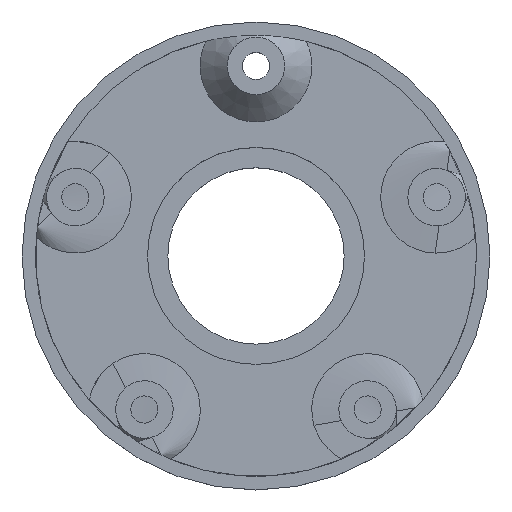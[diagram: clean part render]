
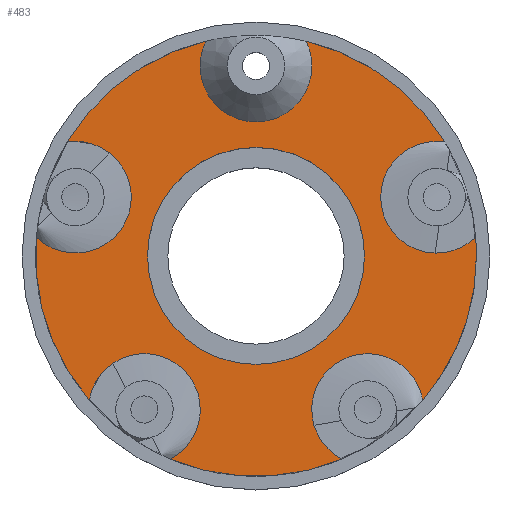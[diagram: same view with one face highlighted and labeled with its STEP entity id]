
A CAD part, top view. The second image highlights one B-rep face of the part: STEP entity #483.
In plain terms, the highlighted planar face has unit normal (0, 0, 1).
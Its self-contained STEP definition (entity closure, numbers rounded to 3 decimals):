
#22=FACE_BOUND('',#114,.T.);
#36=PLANE('',#568);
#78=FACE_OUTER_BOUND('',#113,.T.);
#113=EDGE_LOOP('',(#428,#429,#430,#431,#432,#433,#434,#435,#436,#437,#438,
#439,#440,#441,#442,#443));
#114=EDGE_LOOP('',(#444));
#160=CIRCLE('',#500,8.24);
#162=CIRCLE('',#502,8.24);
#166=CIRCLE('',#510,8.24);
#168=CIRCLE('',#512,8.24);
#172=CIRCLE('',#520,8.24);
#174=CIRCLE('',#522,8.24);
#178=CIRCLE('',#530,8.24);
#180=CIRCLE('',#532,8.24);
#184=CIRCLE('',#540,8.24);
#186=CIRCLE('',#542,8.24);
#190=CIRCLE('',#550,32.5);
#191=CIRCLE('',#551,32.5);
#192=CIRCLE('',#552,32.5);
#194=CIRCLE('',#554,32.5);
#195=CIRCLE('',#555,32.5);
#196=CIRCLE('',#556,32.5);
#198=CIRCLE('',#560,16.);
#208=VERTEX_POINT('',#735);
#209=VERTEX_POINT('',#736);
#210=VERTEX_POINT('',#753);
#215=VERTEX_POINT('',#771);
#216=VERTEX_POINT('',#772);
#217=VERTEX_POINT('',#789);
#222=VERTEX_POINT('',#807);
#223=VERTEX_POINT('',#808);
#224=VERTEX_POINT('',#825);
#229=VERTEX_POINT('',#843);
#230=VERTEX_POINT('',#844);
#231=VERTEX_POINT('',#861);
#236=VERTEX_POINT('',#879);
#237=VERTEX_POINT('',#880);
#238=VERTEX_POINT('',#897);
#243=VERTEX_POINT('',#917);
#246=VERTEX_POINT('',#929);
#252=EDGE_CURVE('',#208,#210,#160,.T.);
#255=EDGE_CURVE('',#210,#209,#162,.T.);
#262=EDGE_CURVE('',#215,#217,#166,.T.);
#265=EDGE_CURVE('',#217,#216,#168,.T.);
#272=EDGE_CURVE('',#222,#224,#172,.T.);
#275=EDGE_CURVE('',#224,#223,#174,.T.);
#282=EDGE_CURVE('',#229,#231,#178,.T.);
#285=EDGE_CURVE('',#231,#230,#180,.T.);
#292=EDGE_CURVE('',#236,#238,#184,.T.);
#295=EDGE_CURVE('',#238,#237,#186,.T.);
#301=EDGE_CURVE('',#236,#209,#190,.T.);
#302=EDGE_CURVE('',#229,#237,#191,.T.);
#303=EDGE_CURVE('',#243,#230,#192,.T.);
#306=EDGE_CURVE('',#222,#243,#194,.T.);
#307=EDGE_CURVE('',#215,#223,#195,.T.);
#308=EDGE_CURVE('',#208,#216,#196,.T.);
#310=EDGE_CURVE('',#246,#246,#198,.T.);
#428=ORIENTED_EDGE('',*,*,#252,.F.);
#429=ORIENTED_EDGE('',*,*,#308,.T.);
#430=ORIENTED_EDGE('',*,*,#265,.F.);
#431=ORIENTED_EDGE('',*,*,#262,.F.);
#432=ORIENTED_EDGE('',*,*,#307,.T.);
#433=ORIENTED_EDGE('',*,*,#275,.F.);
#434=ORIENTED_EDGE('',*,*,#272,.F.);
#435=ORIENTED_EDGE('',*,*,#306,.T.);
#436=ORIENTED_EDGE('',*,*,#303,.T.);
#437=ORIENTED_EDGE('',*,*,#285,.F.);
#438=ORIENTED_EDGE('',*,*,#282,.F.);
#439=ORIENTED_EDGE('',*,*,#302,.T.);
#440=ORIENTED_EDGE('',*,*,#295,.F.);
#441=ORIENTED_EDGE('',*,*,#292,.F.);
#442=ORIENTED_EDGE('',*,*,#301,.T.);
#443=ORIENTED_EDGE('',*,*,#255,.F.);
#444=ORIENTED_EDGE('',*,*,#310,.T.);
#483=ADVANCED_FACE('',(#78,#22),#36,.T.);
#500=AXIS2_PLACEMENT_3D('',#754,#574,#575);
#502=AXIS2_PLACEMENT_3D('',#758,#579,#580);
#510=AXIS2_PLACEMENT_3D('',#790,#597,#598);
#512=AXIS2_PLACEMENT_3D('',#794,#602,#603);
#520=AXIS2_PLACEMENT_3D('',#826,#620,#621);
#522=AXIS2_PLACEMENT_3D('',#830,#625,#626);
#530=AXIS2_PLACEMENT_3D('',#862,#643,#644);
#532=AXIS2_PLACEMENT_3D('',#866,#648,#649);
#540=AXIS2_PLACEMENT_3D('',#898,#666,#667);
#542=AXIS2_PLACEMENT_3D('',#902,#671,#672);
#550=AXIS2_PLACEMENT_3D('',#915,#689,#690);
#551=AXIS2_PLACEMENT_3D('',#916,#691,#692);
#552=AXIS2_PLACEMENT_3D('',#918,#693,#694);
#554=AXIS2_PLACEMENT_3D('',#922,#698,#699);
#555=AXIS2_PLACEMENT_3D('',#923,#700,#701);
#556=AXIS2_PLACEMENT_3D('',#924,#702,#703);
#560=AXIS2_PLACEMENT_3D('',#930,#710,#711);
#568=AXIS2_PLACEMENT_3D('',#945,#729,#730);
#574=DIRECTION('center_axis',(0.,0.,1.));
#575=DIRECTION('ref_axis',(-0.309,-0.951,0.));
#579=DIRECTION('center_axis',(0.,0.,1.));
#580=DIRECTION('ref_axis',(-0.309,-0.951,0.));
#597=DIRECTION('center_axis',(0.,0.,1.));
#598=DIRECTION('ref_axis',(0.809,-0.588,0.));
#602=DIRECTION('center_axis',(0.,0.,1.));
#603=DIRECTION('ref_axis',(0.809,-0.588,0.));
#620=DIRECTION('center_axis',(0.,0.,1.));
#621=DIRECTION('ref_axis',(0.809,0.588,0.));
#625=DIRECTION('center_axis',(0.,0.,1.));
#626=DIRECTION('ref_axis',(0.809,0.588,0.));
#643=DIRECTION('center_axis',(0.,0.,1.));
#644=DIRECTION('ref_axis',(-0.309,0.951,0.));
#648=DIRECTION('center_axis',(0.,0.,1.));
#649=DIRECTION('ref_axis',(-0.309,0.951,0.));
#666=DIRECTION('center_axis',(0.,0.,1.));
#667=DIRECTION('ref_axis',(-1.,0.,0.));
#671=DIRECTION('center_axis',(0.,0.,1.));
#672=DIRECTION('ref_axis',(-1.,0.,0.));
#689=DIRECTION('center_axis',(0.,0.,1.));
#690=DIRECTION('ref_axis',(-1.,0.,0.));
#691=DIRECTION('center_axis',(0.,0.,1.));
#692=DIRECTION('ref_axis',(-1.,0.,0.));
#693=DIRECTION('center_axis',(0.,0.,1.));
#694=DIRECTION('ref_axis',(-1.,0.,0.));
#698=DIRECTION('center_axis',(0.,0.,1.));
#699=DIRECTION('ref_axis',(-1.,0.,0.));
#700=DIRECTION('center_axis',(0.,0.,1.));
#701=DIRECTION('ref_axis',(-1.,0.,0.));
#702=DIRECTION('center_axis',(0.,0.,1.));
#703=DIRECTION('ref_axis',(-1.,0.,0.));
#710=DIRECTION('center_axis',(0.,0.,-1.));
#711=DIRECTION('ref_axis',(-1.,0.,0.));
#729=DIRECTION('center_axis',(0.,0.,1.));
#730=DIRECTION('ref_axis',(1.,0.,0.));
#735=CARTESIAN_POINT('',(-32.383,2.754,8.));
#736=CARTESIAN_POINT('',(-27.817,16.806,8.));
#753=CARTESIAN_POINT('',(-24.083,16.489,8.));
#754=CARTESIAN_POINT('Origin',(-26.63,8.652,8.));
#758=CARTESIAN_POINT('Origin',(-26.63,8.652,8.));
#771=CARTESIAN_POINT('',(-12.626,-29.947,8.));
#772=CARTESIAN_POINT('',(-24.58,-21.262,8.));
#789=CARTESIAN_POINT('',(-23.124,-17.809,8.));
#790=CARTESIAN_POINT('Origin',(-16.458,-22.652,8.));
#794=CARTESIAN_POINT('Origin',(-16.458,-22.652,8.));
#807=CARTESIAN_POINT('',(24.58,-21.262,8.));
#808=CARTESIAN_POINT('',(12.626,-29.947,8.));
#825=CARTESIAN_POINT('',(9.792,-27.496,8.));
#826=CARTESIAN_POINT('Origin',(16.458,-22.652,8.));
#830=CARTESIAN_POINT('Origin',(16.458,-22.652,8.));
#843=CARTESIAN_POINT('',(27.817,16.806,8.));
#844=CARTESIAN_POINT('',(32.383,2.754,8.));
#861=CARTESIAN_POINT('',(29.176,0.816,8.));
#862=CARTESIAN_POINT('Origin',(26.63,8.652,8.));
#866=CARTESIAN_POINT('Origin',(26.63,8.652,8.));
#879=CARTESIAN_POINT('',(-7.388,31.649,8.));
#880=CARTESIAN_POINT('',(7.388,31.649,8.));
#897=CARTESIAN_POINT('',(8.24,28.,8.));
#898=CARTESIAN_POINT('Origin',(0.,28.,8.));
#902=CARTESIAN_POINT('Origin',(0.,28.,8.));
#915=CARTESIAN_POINT('Origin',(0.,0.,8.));
#916=CARTESIAN_POINT('Origin',(0.,0.,8.));
#917=CARTESIAN_POINT('',(32.5,0.,8.));
#918=CARTESIAN_POINT('Origin',(0.,0.,8.));
#922=CARTESIAN_POINT('Origin',(0.,0.,8.));
#923=CARTESIAN_POINT('Origin',(0.,0.,8.));
#924=CARTESIAN_POINT('Origin',(0.,0.,8.));
#929=CARTESIAN_POINT('',(16.,0.,8.));
#930=CARTESIAN_POINT('Origin',(0.,0.,8.));
#945=CARTESIAN_POINT('Origin',(0.,0.,8.));
